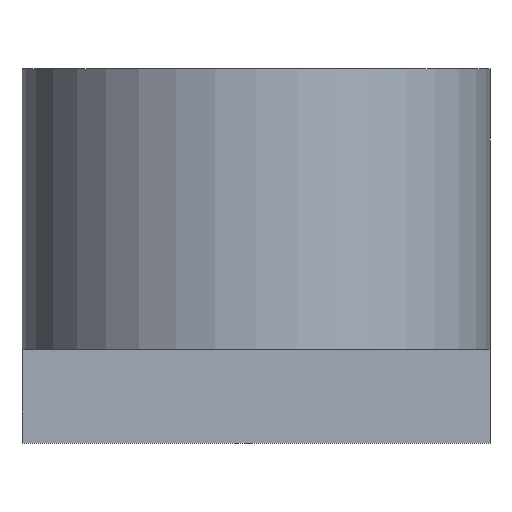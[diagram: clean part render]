
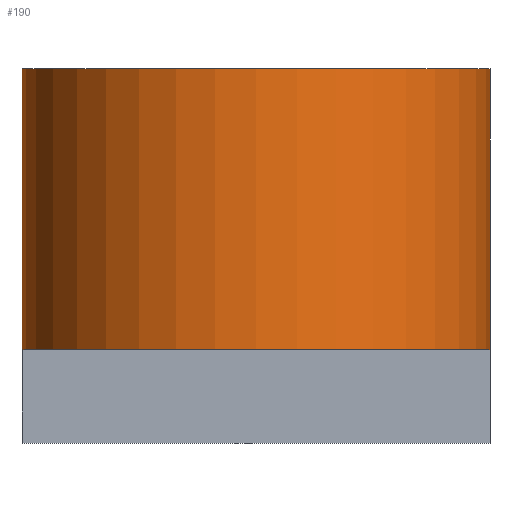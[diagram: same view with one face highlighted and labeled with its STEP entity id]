
A CAD part, front view. The second image highlights one B-rep face of the part: STEP entity #190.
In plain terms, the highlighted cylindrical face has radius 25 mm (diameter 50 mm), a full revolution.
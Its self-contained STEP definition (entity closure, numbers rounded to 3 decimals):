
#28=FACE_OUTER_BOUND('',#41,.T.);
#41=EDGE_LOOP('',(#141,#142,#143,#144,#145,#146,#147));
#55=LINE('',#313,#73);
#73=VECTOR('',#255,25.);
#92=CIRCLE('',#226,25.);
#93=CIRCLE('',#227,25.);
#94=CIRCLE('',#228,25.);
#95=CIRCLE('',#229,25.);
#96=CIRCLE('',#230,25.);
#99=VERTEX_POINT('',#310);
#100=VERTEX_POINT('',#312);
#101=VERTEX_POINT('',#314);
#102=VERTEX_POINT('',#316);
#103=VERTEX_POINT('',#318);
#115=EDGE_CURVE('',#99,#99,#92,.T.);
#116=EDGE_CURVE('',#99,#100,#55,.T.);
#117=EDGE_CURVE('',#101,#100,#93,.T.);
#118=EDGE_CURVE('',#102,#101,#94,.T.);
#119=EDGE_CURVE('',#103,#102,#95,.T.);
#120=EDGE_CURVE('',#100,#103,#96,.T.);
#141=ORIENTED_EDGE('',*,*,#115,.F.);
#142=ORIENTED_EDGE('',*,*,#116,.T.);
#143=ORIENTED_EDGE('',*,*,#117,.F.);
#144=ORIENTED_EDGE('',*,*,#118,.F.);
#145=ORIENTED_EDGE('',*,*,#119,.F.);
#146=ORIENTED_EDGE('',*,*,#120,.F.);
#147=ORIENTED_EDGE('',*,*,#116,.F.);
#188=CYLINDRICAL_SURFACE('',#225,25.);
#190=ADVANCED_FACE('',(#28),#188,.T.);
#225=AXIS2_PLACEMENT_3D('',#309,#251,#252);
#226=AXIS2_PLACEMENT_3D('',#311,#253,#254);
#227=AXIS2_PLACEMENT_3D('',#315,#256,#257);
#228=AXIS2_PLACEMENT_3D('',#317,#258,#259);
#229=AXIS2_PLACEMENT_3D('',#319,#260,#261);
#230=AXIS2_PLACEMENT_3D('',#320,#262,#263);
#251=DIRECTION('center_axis',(0.,0.,1.));
#252=DIRECTION('ref_axis',(1.,0.,0.));
#253=DIRECTION('center_axis',(0.,0.,1.));
#254=DIRECTION('ref_axis',(1.,0.,0.));
#255=DIRECTION('',(0.,0.,-1.));
#256=DIRECTION('center_axis',(0.,0.,-1.));
#257=DIRECTION('ref_axis',(1.,0.,0.));
#258=DIRECTION('center_axis',(0.,0.,-1.));
#259=DIRECTION('ref_axis',(1.,0.,0.));
#260=DIRECTION('center_axis',(0.,0.,-1.));
#261=DIRECTION('ref_axis',(1.,0.,0.));
#262=DIRECTION('center_axis',(0.,0.,-1.));
#263=DIRECTION('ref_axis',(1.,0.,0.));
#309=CARTESIAN_POINT('Origin',(0.,0.,10.));
#310=CARTESIAN_POINT('',(-25.,0.,40.));
#311=CARTESIAN_POINT('Origin',(0.,0.,40.));
#312=CARTESIAN_POINT('',(-25.,0.,10.));
#313=CARTESIAN_POINT('',(-25.,0.,10.));
#314=CARTESIAN_POINT('',(0.,-25.,10.));
#315=CARTESIAN_POINT('Origin',(0.,0.,10.));
#316=CARTESIAN_POINT('',(25.,0.,10.));
#317=CARTESIAN_POINT('Origin',(0.,0.,10.));
#318=CARTESIAN_POINT('',(0.,25.,10.));
#319=CARTESIAN_POINT('Origin',(0.,0.,10.));
#320=CARTESIAN_POINT('Origin',(0.,0.,10.));
